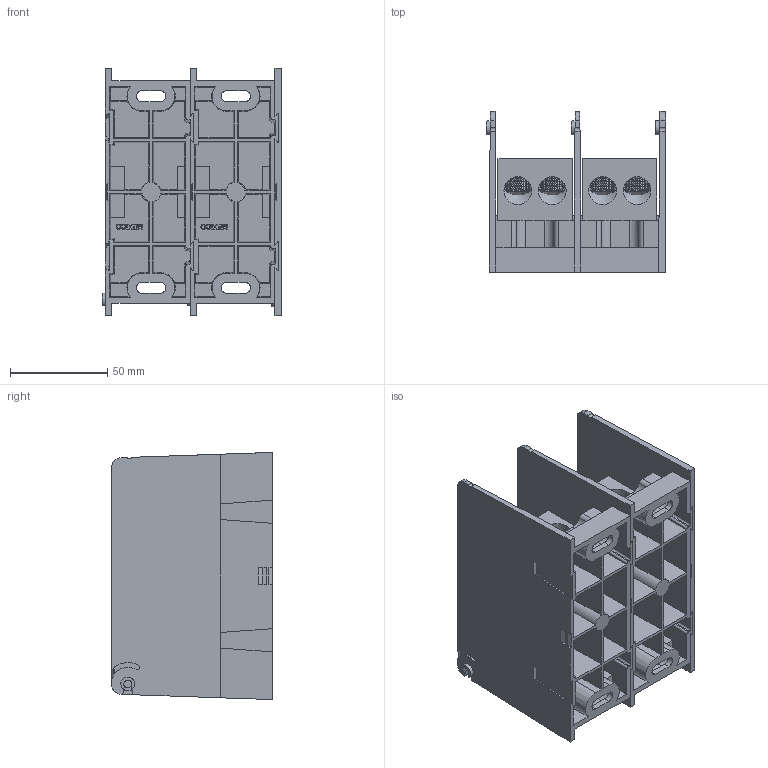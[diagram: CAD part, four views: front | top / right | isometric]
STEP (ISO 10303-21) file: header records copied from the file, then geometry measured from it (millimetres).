
FILE_DESCRIPTION (( 'STEP AP214' ), '1' );
FILE_NAME ('701974rev-2P.STEP', '2013-12-13T19:55:44', ( '' ), ( '' ), 'SwSTEP 2.0', 'SolidWorks 2013', '' );
FILE_SCHEMA (( 'AUTOMOTIVE_DESIGN' ));
Length unit declared in the file: inch
Products named in the file (16): 701974rev-2P_1_14; 701974rev-2P_1_2; 701974rev-2P_1_8; 701974rev-2P_1_4; 701974rev-2P_1_12; 701974rev-2P_1_15; 701974rev-2P_1_9; 701974rev-2P_1_10; 701974rev-2P_1_6; 701974rev-2P_1_7; 701974rev-2P_1; 701974rev-2P; 701974rev-2P_1_11; 701974rev-2P_1_13; 701974rev-2P_1_3; 701974rev-2P_1_5
Assembly tree (15 placements, depth 2):
  701974rev-2P
    701974rev-2P_1
    701974rev-2P_1_7
    701974rev-2P_1_6
    701974rev-2P_1_10
    701974rev-2P_1_9
    701974rev-2P_1_15
    701974rev-2P_1_12
    701974rev-2P_1_4
    701974rev-2P_1_8
    701974rev-2P_1_2
    701974rev-2P_1_14
    701974rev-2P_1_5
    701974rev-2P_1_3
    701974rev-2P_1_13
    701974rev-2P_1_11
Bounding box: 92.17 x 82.55 x 127.01 mm (x, y, z)
Surface area: 173500.1 mm2 (no closed solid volume)
Topology: 0 solids, 15 shells, 1367 faces, 3636 edges, 2330 vertices
Faces by surface type: plane 575, cylinder 402, cone 326, bspline 64
Full cylindrical faces by diameter (mm): 4.064 x1, 4.928 x2, 6.909 x2, 7.112 x1, 10.795 x2, 11.509 x8, 11.531 x96, 12.7 x90, 14.275 x8
Entity records: 89494 total; most frequent: CARTESIAN_POINT 42935, ORIENTED_EDGE 5644, DIRECTION 5340, EDGE_CURVE 2852, VERTEX_POINT 2000, AXIS2_PLACEMENT_3D 1919, EDGE_LOOP 1864, FACE_OUTER_BOUND 1571
